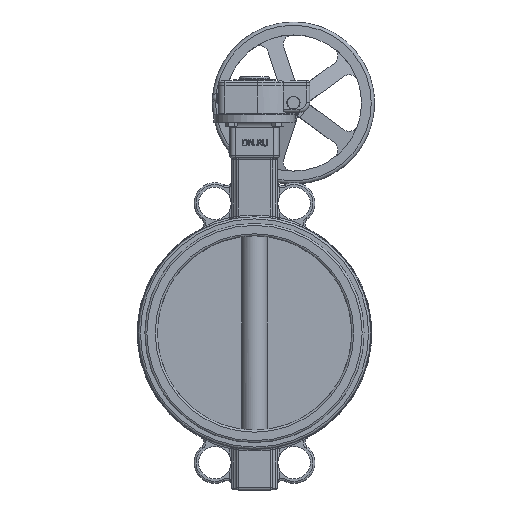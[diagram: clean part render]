
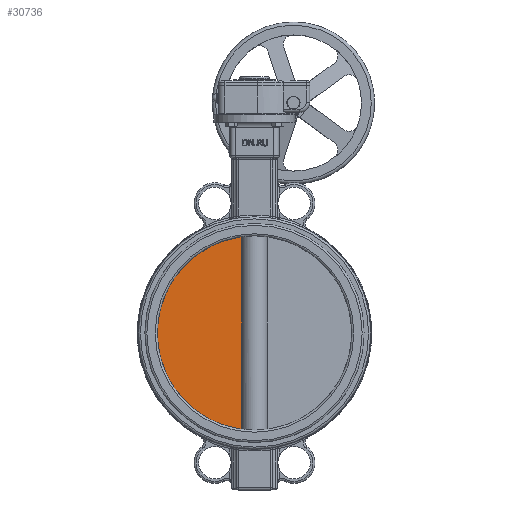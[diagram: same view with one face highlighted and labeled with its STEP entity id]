
A CAD part, top view. The second image highlights one B-rep face of the part: STEP entity #30736.
In plain terms, the highlighted planar face has unit normal (0, 0, 1).
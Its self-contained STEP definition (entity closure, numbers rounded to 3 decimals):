
#494=PLANE('',#33133);
#1225=LINE('',#49188,#3082);
#3082=VECTOR('',#37372,10.);
#6829=FACE_OUTER_BOUND('',#8738,.T.);
#8738=EDGE_LOOP('',(#21003,#21004));
#10730=CIRCLE('',#33130,149.8);
#12577=VERTEX_POINT('',#49133);
#12578=VERTEX_POINT('',#49145);
#15618=EDGE_CURVE('',#12577,#12578,#10730,.T.);
#15624=EDGE_CURVE('',#12578,#12577,#1225,.T.);
#21003=ORIENTED_EDGE('',*,*,#15624,.T.);
#21004=ORIENTED_EDGE('',*,*,#15618,.T.);
#30736=ADVANCED_FACE('',(#6829),#494,.T.);
#33130=AXIS2_PLACEMENT_3D('',#49156,#37364,#37365);
#33133=AXIS2_PLACEMENT_3D('',#49187,#37370,#37371);
#37364=DIRECTION('center_axis',(0.,0.,1.));
#37365=DIRECTION('ref_axis',(1.,0.,0.));
#37370=DIRECTION('center_axis',(0.,0.,1.));
#37371=DIRECTION('ref_axis',(1.,0.,0.));
#37372=DIRECTION('',(0.,1.,0.));
#49133=CARTESIAN_POINT('',(-19.365,148.543,5.));
#49145=CARTESIAN_POINT('',(-19.365,-148.543,5.));
#49156=CARTESIAN_POINT('Origin',(0.,0.,5.));
#49187=CARTESIAN_POINT('Origin',(0.,0.,5.));
#49188=CARTESIAN_POINT('',(-19.365,0.,5.));
